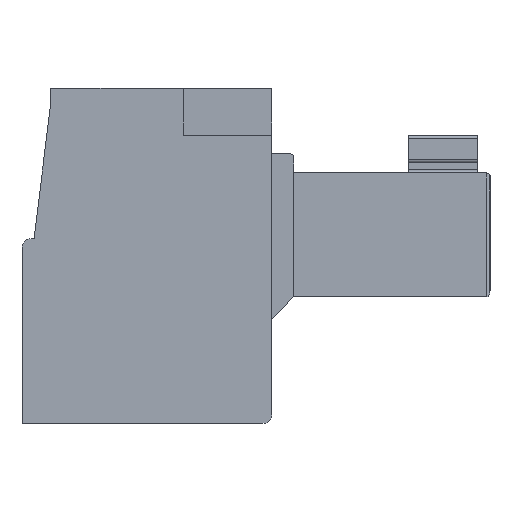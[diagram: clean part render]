
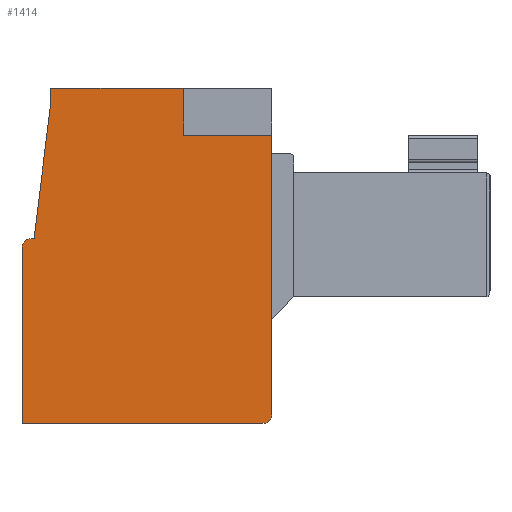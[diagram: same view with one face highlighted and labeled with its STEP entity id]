
A CAD part, left-side view. The second image highlights one B-rep face of the part: STEP entity #1414.
In plain terms, the highlighted planar face has unit normal (-1, 0, 0).
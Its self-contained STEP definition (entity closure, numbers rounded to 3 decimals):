
#134=PLANE('',#1582);
#197=FACE_OUTER_BOUND('',#279,.T.);
#279=EDGE_LOOP('',(#1064,#1065,#1066,#1067,#1068,#1069,#1070,#1071,#1072,
#1073,#1074));
#356=LINE('',#2156,#507);
#368=LINE('',#2182,#519);
#385=LINE('',#2225,#536);
#393=LINE('',#2241,#544);
#394=LINE('',#2246,#545);
#395=LINE('',#2249,#546);
#396=LINE('',#2251,#547);
#397=LINE('',#2253,#548);
#398=LINE('',#2254,#549);
#507=VECTOR('',#1719,10.);
#519=VECTOR('',#1737,10.);
#536=VECTOR('',#1772,10.);
#544=VECTOR('',#1786,10.);
#545=VECTOR('',#1791,10.);
#546=VECTOR('',#1794,10.);
#547=VECTOR('',#1795,10.);
#548=VECTOR('',#1796,10.);
#549=VECTOR('',#1797,10.);
#662=CIRCLE('',#1583,0.3);
#663=CIRCLE('',#1584,0.3);
#694=VERTEX_POINT('',#2153);
#695=VERTEX_POINT('',#2155);
#705=VERTEX_POINT('',#2179);
#706=VERTEX_POINT('',#2181);
#723=VERTEX_POINT('',#2224);
#728=VERTEX_POINT('',#2239);
#729=VERTEX_POINT('',#2243);
#730=VERTEX_POINT('',#2244);
#731=VERTEX_POINT('',#2248);
#732=VERTEX_POINT('',#2250);
#733=VERTEX_POINT('',#2252);
#819=EDGE_CURVE('',#694,#695,#356,.T.);
#831=EDGE_CURVE('',#705,#706,#368,.T.);
#852=EDGE_CURVE('',#695,#723,#385,.T.);
#861=EDGE_CURVE('',#728,#694,#393,.T.);
#862=EDGE_CURVE('',#729,#730,#662,.T.);
#863=EDGE_CURVE('',#706,#729,#394,.T.);
#864=EDGE_CURVE('',#723,#705,#663,.T.);
#865=EDGE_CURVE('',#731,#728,#395,.T.);
#866=EDGE_CURVE('',#732,#731,#396,.T.);
#867=EDGE_CURVE('',#733,#732,#397,.T.);
#868=EDGE_CURVE('',#730,#733,#398,.T.);
#1064=ORIENTED_EDGE('',*,*,#862,.F.);
#1065=ORIENTED_EDGE('',*,*,#863,.F.);
#1066=ORIENTED_EDGE('',*,*,#831,.F.);
#1067=ORIENTED_EDGE('',*,*,#864,.F.);
#1068=ORIENTED_EDGE('',*,*,#852,.F.);
#1069=ORIENTED_EDGE('',*,*,#819,.F.);
#1070=ORIENTED_EDGE('',*,*,#861,.F.);
#1071=ORIENTED_EDGE('',*,*,#865,.F.);
#1072=ORIENTED_EDGE('',*,*,#866,.F.);
#1073=ORIENTED_EDGE('',*,*,#867,.F.);
#1074=ORIENTED_EDGE('',*,*,#868,.F.);
#1414=ADVANCED_FACE('',(#197),#134,.F.);
#1582=AXIS2_PLACEMENT_3D('',#2242,#1787,#1788);
#1583=AXIS2_PLACEMENT_3D('',#2245,#1789,#1790);
#1584=AXIS2_PLACEMENT_3D('',#2247,#1792,#1793);
#1719=DIRECTION('',(0.,-1.,0.));
#1737=DIRECTION('',(0.,1.,0.));
#1772=DIRECTION('',(0.,0.,-1.));
#1786=DIRECTION('',(0.,0.,-1.));
#1787=DIRECTION('center_axis',(1.,0.,0.));
#1788=DIRECTION('ref_axis',(0.,0.,-1.));
#1789=DIRECTION('center_axis',(1.,0.,0.));
#1790=DIRECTION('ref_axis',(0.,1.,0.));
#1791=DIRECTION('',(0.,0.,1.));
#1792=DIRECTION('center_axis',(1.,0.,0.));
#1793=DIRECTION('ref_axis',(0.,-1.,0.));
#1794=DIRECTION('',(0.,-1.,0.));
#1795=DIRECTION('',(0.,0.,1.));
#1796=DIRECTION('',(0.,-0.122,0.993));
#1797=DIRECTION('',(0.,-1.,0.));
#2153=CARTESIAN_POINT('',(-2.54,11.85,6.12));
#2155=CARTESIAN_POINT('',(-2.54,8.93,6.12));
#2156=CARTESIAN_POINT('',(-2.54,11.85,6.12));
#2179=CARTESIAN_POINT('',(-2.54,9.23,-3.43));
#2181=CARTESIAN_POINT('',(-2.54,17.2,-3.43));
#2182=CARTESIAN_POINT('',(-2.54,9.23,-3.43));
#2224=CARTESIAN_POINT('',(-2.54,8.93,-3.13));
#2225=CARTESIAN_POINT('',(-2.54,8.93,6.12));
#2239=CARTESIAN_POINT('',(-2.54,11.85,7.67));
#2241=CARTESIAN_POINT('',(-2.54,11.85,7.67));
#2242=CARTESIAN_POINT('Origin',(-2.54,13.045,1.901));
#2243=CARTESIAN_POINT('',(-2.54,17.2,2.4));
#2244=CARTESIAN_POINT('',(-2.54,16.9,2.7));
#2245=CARTESIAN_POINT('Origin',(-2.54,16.9,2.4));
#2246=CARTESIAN_POINT('',(-2.54,17.2,-3.43));
#2247=CARTESIAN_POINT('Origin',(-2.54,9.23,-3.13));
#2248=CARTESIAN_POINT('',(-2.54,16.25,7.67));
#2249=CARTESIAN_POINT('',(-2.54,16.25,7.67));
#2250=CARTESIAN_POINT('',(-2.54,16.25,7.17));
#2251=CARTESIAN_POINT('',(-2.54,16.25,7.17));
#2252=CARTESIAN_POINT('',(-2.54,16.8,2.7));
#2253=CARTESIAN_POINT('',(-2.54,16.8,2.7));
#2254=CARTESIAN_POINT('',(-2.54,16.9,2.7));
